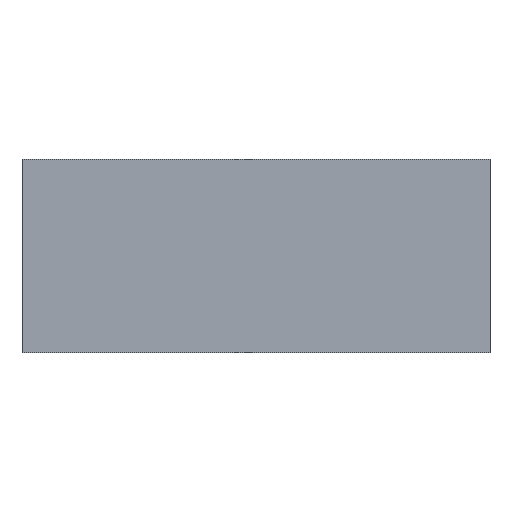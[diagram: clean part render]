
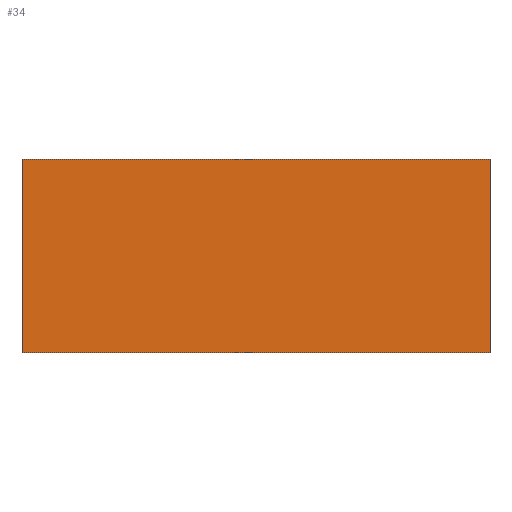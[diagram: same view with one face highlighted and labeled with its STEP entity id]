
A CAD part, top view. The second image highlights one B-rep face of the part: STEP entity #34.
In plain terms, the highlighted planar face has unit normal (0, 0, 1).
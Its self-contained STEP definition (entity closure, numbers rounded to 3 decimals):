
#9 = CARTESIAN_POINT ( 'NONE',  ( 0., 0., 10. ) ) ;
#24 = DIRECTION ( 'NONE',  ( 0., 1., 0. ) ) ;
#34 = ADVANCED_FACE ( 'NONE', ( #79 ), #73, .F. ) ;
#36 = ORIENTED_EDGE ( 'NONE', *, *, #87, .T. ) ;
#52 = VECTOR ( 'NONE', #95, 1000. ) ;
#73 = PLANE ( 'NONE',  #194 ) ;
#74 = CARTESIAN_POINT ( 'NONE',  ( 2390.36, 0., 10. ) ) ;
#76 = CARTESIAN_POINT ( 'NONE',  ( 0., 0., 10. ) ) ;
#79 = FACE_OUTER_BOUND ( 'NONE', #83, .T. ) ;
#80 = VERTEX_POINT ( 'NONE', #74 ) ;
#82 = CARTESIAN_POINT ( 'NONE',  ( 2390.36, 988.43, 10. ) ) ;
#83 = EDGE_LOOP ( 'NONE', ( #101, #206, #36, #89 ) ) ;
#87 = EDGE_CURVE ( 'NONE', #80, #232, #166, .T. ) ;
#89 = ORIENTED_EDGE ( 'NONE', *, *, #128, .T. ) ;
#95 = DIRECTION ( 'NONE',  ( 1., 0., 0. ) ) ;
#98 = CARTESIAN_POINT ( 'NONE',  ( 0., 0., 10. ) ) ;
#101 = ORIENTED_EDGE ( 'NONE', *, *, #205, .T. ) ;
#108 = VECTOR ( 'NONE', #197, 1000. ) ;
#110 = DIRECTION ( 'NONE',  ( -1., 0., 0. ) ) ;
#121 = CARTESIAN_POINT ( 'NONE',  ( 0., 988.43, 10. ) ) ;
#122 = LINE ( 'NONE', #138, #108 ) ;
#128 = EDGE_CURVE ( 'NONE', #232, #226, #122, .T. ) ;
#132 = VECTOR ( 'NONE', #176, 1000. ) ;
#138 = CARTESIAN_POINT ( 'NONE',  ( 0., 988.43, 10. ) ) ;
#160 = EDGE_CURVE ( 'NONE', #183, #80, #203, .T. ) ;
#166 = LINE ( 'NONE', #228, #235 ) ;
#176 = DIRECTION ( 'NONE',  ( 0., -1., 0. ) ) ;
#183 = VERTEX_POINT ( 'NONE', #76 ) ;
#187 = DIRECTION ( 'NONE',  ( 0., 0., -1. ) ) ;
#194 = AXIS2_PLACEMENT_3D ( 'NONE', #209, #187, #110 ) ;
#197 = DIRECTION ( 'NONE',  ( -1., 0., 0. ) ) ;
#203 = LINE ( 'NONE', #9, #52 ) ;
#205 = EDGE_CURVE ( 'NONE', #226, #183, #216, .T. ) ;
#206 = ORIENTED_EDGE ( 'NONE', *, *, #160, .T. ) ;
#209 = CARTESIAN_POINT ( 'NONE',  ( 0., 0., 10. ) ) ;
#216 = LINE ( 'NONE', #98, #132 ) ;
#226 = VERTEX_POINT ( 'NONE', #121 ) ;
#228 = CARTESIAN_POINT ( 'NONE',  ( 2390.36, 0., 10. ) ) ;
#232 = VERTEX_POINT ( 'NONE', #82 ) ;
#235 = VECTOR ( 'NONE', #24, 1000. ) ;
